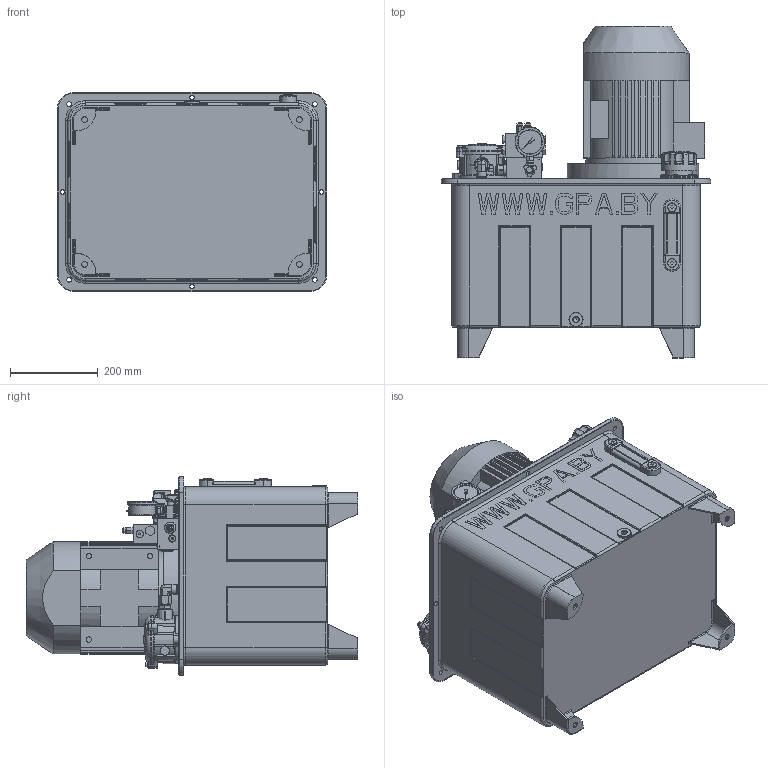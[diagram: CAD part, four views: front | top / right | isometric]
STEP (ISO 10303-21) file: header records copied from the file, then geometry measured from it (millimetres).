
FILE_DESCRIPTION(('STEP AP214'), '1');
FILE_NAME('ÓÃ20.01.007.001 Óñòàíîâêà ãèäðàâëè÷åñêàÿ', '2021-03-03T08:00:39', (' '), (''), 'ASCON STEP Converter 1.3', 'ASCON Math Kernel', '');
FILE_SCHEMA(('AUTOMOTIVE_DESIGN { 1 0 10303 214 3 1 1}'));
Length unit declared in the file: millimetre
Products named in the file (1): 蚚20.01.007.001
Bounding box: 614 x 756.67 x 454 mm (x, y, z)
Volume: 323151.9 mm3; surface area: 3419478.7 mm2
Topology: 8 solids, 34 shells, 2311 faces, 5970 edges, 3865 vertices
Faces by surface type: plane 1189, cylinder 659, cone 223, torus 126, bspline 96, sphere 12, revolution 6
Full cylindrical faces by diameter (mm): 4.2 x4, 4.917 x4, 5 x7, 5.5 x8, 6 x2, 7 x3, 7.343 x1, 7.5 x3, 7.8 x4, 8 x5, 8.3 x6, 8.4 x2, 8.75 x2, 9 x5, 9.728 x2, 10 x11, 10.106 x4, 10.5 x8, 10.6 x1, 11 x1, 11.4 x1, 11.8 x2, 12 x17, 12.2 x4, 12.5 x1, 13 x7, 13.2 x1, 13.6 x1, 13.9 x2, 14 x6
Entity records: 152103 total; most frequent: CARTESIAN_POINT 80369, ORIENTED_EDGE 11048, DIRECTION 10278, EDGE_CURVE 5558, AXIS2_PLACEMENT_3D 3841, VERTEX_POINT 3838, EDGE_LOOP 2951, LINE 2590
